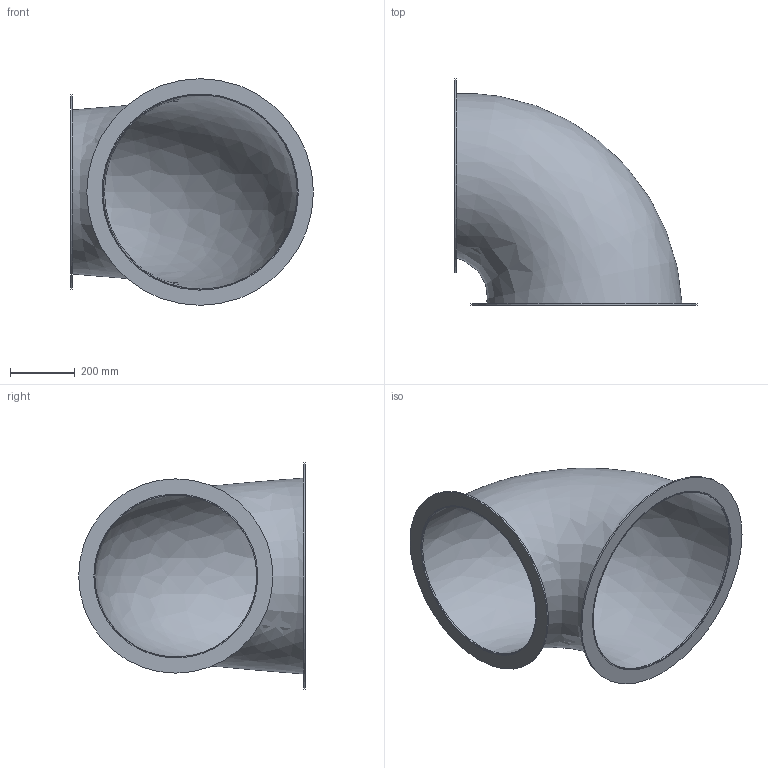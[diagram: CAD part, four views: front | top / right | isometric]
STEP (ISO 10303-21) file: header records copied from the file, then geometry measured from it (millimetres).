
FILE_DESCRIPTION(('FreeCAD Model'),'2;1');
FILE_NAME('Open CASCADE Shape Model','2024-08-10T18:33:26',(''),(''), 'Open CASCADE STEP processor 7.6','FreeCAD','Unknown');
FILE_SCHEMA(('AUTOMOTIVE_DESIGN { 1 0 10303 214 1 1 1 1 }'));
Length unit declared in the file: millimetre
Products named in the file (4): Duct_curved_circular_complete_R02; Duct_reduction_curved_; Flange_01_; Flange_02
Assembly tree (3 placements, depth 2):
  Duct_curved_circular_complete_R02
    Duct_reduction_curved_
    Flange_01_
    Flange_02
Bounding box: 750 x 700 x 700 mm (x, y, z)
Volume: 4217212.5 mm3; surface area: 2617835.3 mm2
Topology: 3 solids, 3 shells, 12 faces, 18 edges, 12 vertices
Faces by surface type: plane 6, cylinder 4, bspline 2
Full cylindrical faces by diameter (mm): 500 x1, 600 x2, 700 x1
Entity records: 894 total; most frequent: CARTESIAN_POINT 584, DIRECTION 48, ORIENTED_EDGE 36, AXIS2_PLACEMENT_3D 22, FACE_BOUND 18, EDGE_LOOP 18, EDGE_CURVE 18, ADVANCED_FACE 12
